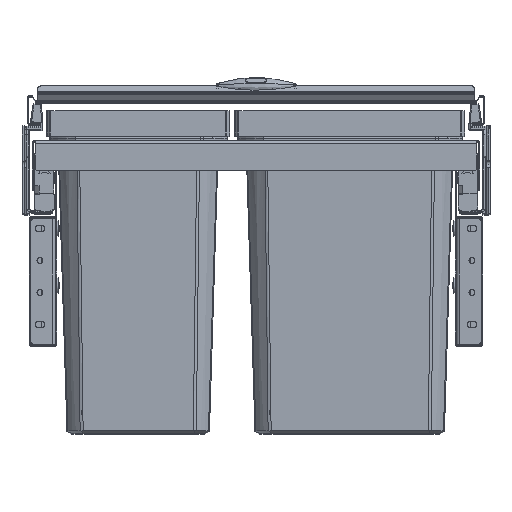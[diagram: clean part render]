
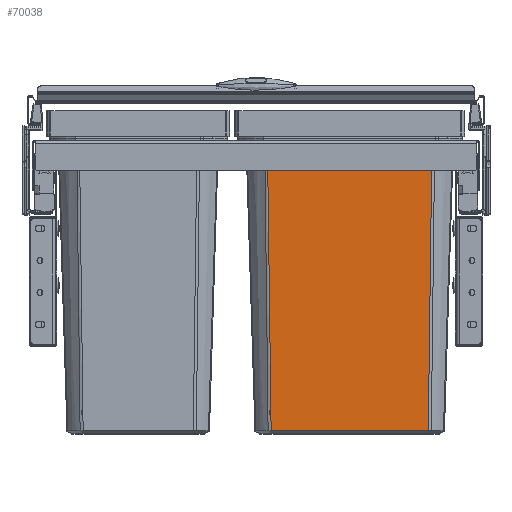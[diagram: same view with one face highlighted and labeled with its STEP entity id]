
A CAD part, top view. The second image highlights one B-rep face of the part: STEP entity #70038.
In plain terms, the highlighted planar face has unit normal (0, -0.031, 1).
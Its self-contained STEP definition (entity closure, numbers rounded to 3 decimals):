
#14420=EDGE_CURVE('9833',#36113,#36110,#36114,.T.);
#14472=EDGE_CURVE('9781',#36110,#36181,#36184,.T.);
#14474=EDGE_CURVE('9817',#36186,#36181,#36187,.T.);
#14476=EDGE_CURVE('9786',#36113,#36186,#36189,.T.);
#36110=VERTEX_POINT('',#68692);
#36113=VERTEX_POINT('',#68703);
#36114=LINE('',#68704,#68705);
#36181=VERTEX_POINT('',#68914);
#36184=B_SPLINE_CURVE_WITH_KNOTS('',3,(#68923,#68924,#68925,#68926,#68927,#68928),.UNSPECIFIED.,.F.,.F.,(4,1,1,4),(0.0,0.333,0.667,1.0),.UNSPECIFIED.);
#36186=VERTEX_POINT('',#68931);
#36187=LINE('',#68932,#68933);
#36189=B_SPLINE_CURVE_WITH_KNOTS('',3,(#68936,#68937,#68938,#68939,#68940,#68941),.UNSPECIFIED.,.F.,.F.,(4,1,1,4),(0.0,0.333,0.667,1.0),.UNSPECIFIED.);
#68692=CARTESIAN_POINT('',(11.271,9.8,-11.429));
#68703=CARTESIAN_POINT('',(176.129,9.8,-11.429));
#68704=CARTESIAN_POINT('',(176.129,9.8,-11.429));
#68705=VECTOR('',#111963,164.857);
#68914=CARTESIAN_POINT('',(15.12,-290.329,-20.784));
#68923=CARTESIAN_POINT('',(11.271,9.8,-11.429));
#68924=CARTESIAN_POINT('',(11.717,-25.284,-12.522));
#68925=CARTESIAN_POINT('',(12.596,-94.295,-14.673));
#68926=CARTESIAN_POINT('',(13.878,-194.335,-17.792));
#68927=CARTESIAN_POINT('',(14.709,-258.716,-19.799));
#68928=CARTESIAN_POINT('',(15.12,-290.329,-20.784));
#68931=CARTESIAN_POINT('',(172.28,-290.329,-20.784));
#68932=CARTESIAN_POINT('',(172.28,-290.329,-20.784));
#68933=VECTOR('',#111973,157.161);
#68936=CARTESIAN_POINT('',(176.129,9.8,-11.429));
#68937=CARTESIAN_POINT('',(175.683,-25.284,-12.522));
#68938=CARTESIAN_POINT('',(174.804,-94.295,-14.673));
#68939=CARTESIAN_POINT('',(173.522,-194.335,-17.792));
#68940=CARTESIAN_POINT('',(172.691,-258.716,-19.799));
#68941=CARTESIAN_POINT('',(172.28,-290.329,-20.784));
#70038=ADVANCED_FACE('7138',(#112330),#112331,.T.);
#111963=DIRECTION('',(-1.0,0.0,0.0));
#111973=DIRECTION('',(-1.0,0.0,0.0));
#112330=FACE_OUTER_BOUND('',#140206,.T.);
#112331=PLANE('',#140207);
#140206=EDGE_LOOP('',(#156372,#156373,#156374,#156375));
#140207=AXIS2_PLACEMENT_3D('',#156376,#156377,#156378);
#156372=ORIENTED_EDGE('',*,*,#14474,.F.);
#156373=ORIENTED_EDGE('',*,*,#14476,.F.);
#156374=ORIENTED_EDGE('',*,*,#14420,.T.);
#156375=ORIENTED_EDGE('',*,*,#14472,.T.);
#156376=CARTESIAN_POINT('',(93.7,-130.469,-15.801));
#156377=DIRECTION('',(0.0,-0.031,1.));
#156378=DIRECTION('',(1.0,0.0,0.0));
